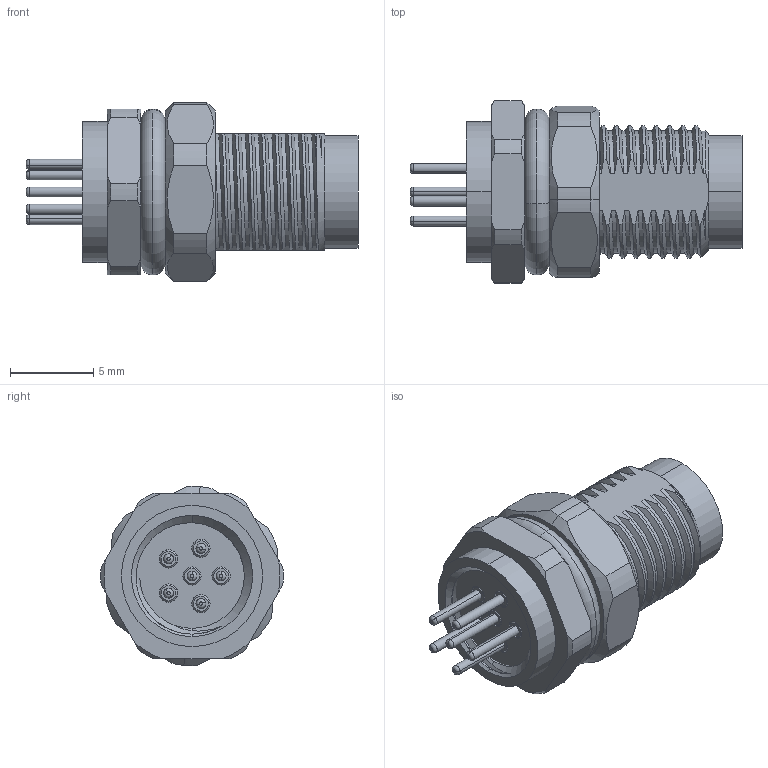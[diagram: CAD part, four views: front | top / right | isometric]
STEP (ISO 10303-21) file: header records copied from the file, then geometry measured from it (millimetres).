
FILE_DESCRIPTION (( 'STEP AP203' ), '1' );
FILE_NAME ('54-00322revA.STEP', '2023-02-08T21:58:10', ( '' ), ( '' ), 'SwSTEP 2.0', 'SolidWorks 2021', '' );
FILE_SCHEMA (( 'CONFIG_CONTROL_DESIGN' ));
Length unit declared in the file: millimetre
Products named in the file (6): 54-00322revA; 54-00322-02; 54-00322-03___; 54-00322-05___; 54-00322-01___; 54-00322-04___
Assembly tree (10 placements, depth 2):
  54-00322revA
    54-00322-01___
    54-00322-02
    54-00322-03___  x6
    54-00322-04___
    54-00322-05___
Bounding box: 20 x 10.99 x 10.8 mm (x, y, z)
Volume: 864 mm3; surface area: 2302.2 mm2
Topology: 10 solids, 10 shells, 417 faces, 1006 edges, 642 vertices
Faces by surface type: cylinder 179, plane 66, cone 64, bspline 56, torus 40, sphere 12
Entity records: 33644 total; most frequent: CARTESIAN_POINT 26844, ORIENTED_EDGE 1432, DIRECTION 1084, EDGE_CURVE 716, VERTEX_POINT 467, AXIS2_PLACEMENT_3D 426, EDGE_LOOP 303, FACE_OUTER_BOUND 272
